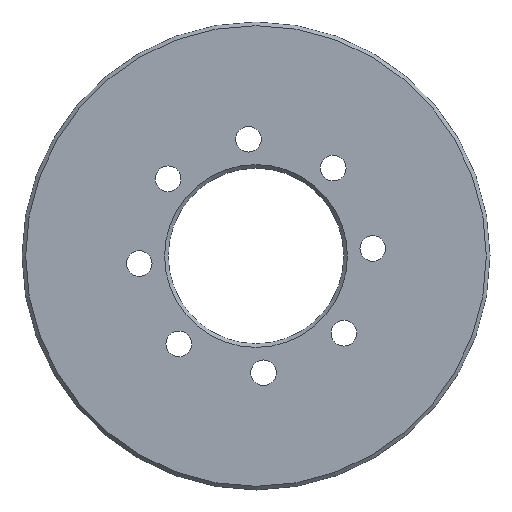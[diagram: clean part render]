
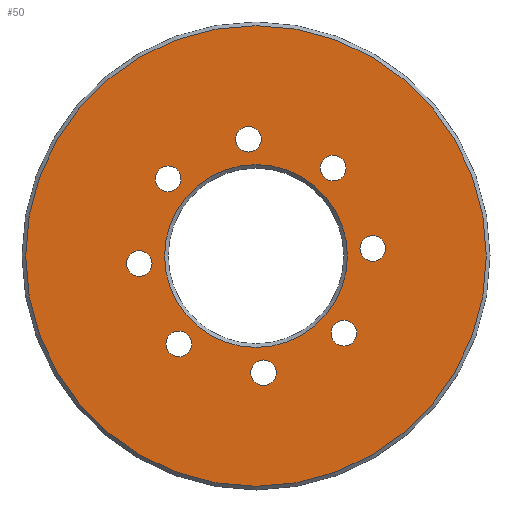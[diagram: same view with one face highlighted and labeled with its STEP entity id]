
A CAD part, front view. The second image highlights one B-rep face of the part: STEP entity #50.
In plain terms, the highlighted planar face has unit normal (0, -1, 0).
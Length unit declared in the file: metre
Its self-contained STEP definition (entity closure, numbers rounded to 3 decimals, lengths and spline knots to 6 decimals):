
#50 = ADVANCED_FACE( '', ( #109, #110, #111, #112, #113, #114, #115, #116, #117, #118 ), #119, .F. );
#109 = FACE_OUTER_BOUND( '', #196, .T. );
#110 = FACE_BOUND( '', #197, .T. );
#111 = FACE_BOUND( '', #198, .T. );
#112 = FACE_BOUND( '', #199, .T. );
#113 = FACE_BOUND( '', #200, .T. );
#114 = FACE_BOUND( '', #201, .T. );
#115 = FACE_BOUND( '', #202, .T. );
#116 = FACE_BOUND( '', #203, .T. );
#117 = FACE_BOUND( '', #204, .T. );
#118 = FACE_BOUND( '', #205, .T. );
#119 = PLANE( '', #206 );
#196 = EDGE_LOOP( '', ( #287 ) );
#197 = EDGE_LOOP( '', ( #288 ) );
#198 = EDGE_LOOP( '', ( #289 ) );
#199 = EDGE_LOOP( '', ( #290 ) );
#200 = EDGE_LOOP( '', ( #291 ) );
#201 = EDGE_LOOP( '', ( #292 ) );
#202 = EDGE_LOOP( '', ( #293 ) );
#203 = EDGE_LOOP( '', ( #294 ) );
#204 = EDGE_LOOP( '', ( #295 ) );
#205 = EDGE_LOOP( '', ( #296 ) );
#206 = AXIS2_PLACEMENT_3D( '', #297, #298, #299 );
#287 = ORIENTED_EDGE( '', *, *, #384, .T. );
#288 = ORIENTED_EDGE( '', *, *, #385, .T. );
#289 = ORIENTED_EDGE( '', *, *, #386, .T. );
#290 = ORIENTED_EDGE( '', *, *, #387, .T. );
#291 = ORIENTED_EDGE( '', *, *, #379, .T. );
#292 = ORIENTED_EDGE( '', *, *, #373, .T. );
#293 = ORIENTED_EDGE( '', *, *, #376, .T. );
#294 = ORIENTED_EDGE( '', *, *, #388, .T. );
#295 = ORIENTED_EDGE( '', *, *, #389, .T. );
#296 = ORIENTED_EDGE( '', *, *, #370, .T. );
#297 = CARTESIAN_POINT( '', ( 0., 0., 0. ) );
#298 = DIRECTION( '', ( 0., 1., 0. ) );
#299 = DIRECTION( '', ( 0., 0., 1. ) );
#370 = EDGE_CURVE( '', #411, #411, #412, .T. );
#373 = EDGE_CURVE( '', #416, #416, #417, .T. );
#376 = EDGE_CURVE( '', #421, #421, #422, .T. );
#379 = EDGE_CURVE( '', #426, #426, #427, .T. );
#384 = EDGE_CURVE( '', #434, #434, #435, .F. );
#385 = EDGE_CURVE( '', #436, #436, #437, .T. );
#386 = EDGE_CURVE( '', #438, #438, #439, .T. );
#387 = EDGE_CURVE( '', #440, #440, #441, .T. );
#388 = EDGE_CURVE( '', #442, #442, #443, .T. );
#389 = EDGE_CURVE( '', #444, #444, #445, .T. );
#411 = VERTEX_POINT( '', #475 );
#412 = CIRCLE( '', #476, 0.000875 );
#416 = VERTEX_POINT( '', #480 );
#417 = CIRCLE( '', #481, 0.000875 );
#421 = VERTEX_POINT( '', #485 );
#422 = CIRCLE( '', #486, 0.000875 );
#426 = VERTEX_POINT( '', #490 );
#427 = CIRCLE( '', #491, 0.000875 );
#434 = VERTEX_POINT( '', #498 );
#435 = CIRCLE( '', #499, 0.01575 );
#436 = VERTEX_POINT( '', #500 );
#437 = CIRCLE( '', #501, 0.00625 );
#438 = VERTEX_POINT( '', #502 );
#439 = CIRCLE( '', #503, 0.000875 );
#440 = VERTEX_POINT( '', #504 );
#441 = CIRCLE( '', #505, 0.000875 );
#442 = VERTEX_POINT( '', #506 );
#443 = CIRCLE( '', #507, 0.000875 );
#444 = VERTEX_POINT( '', #508 );
#445 = CIRCLE( '', #509, 0.000875 );
#475 = CARTESIAN_POINT( '', ( -0.007983, 0., 0.000358 ) );
#476 = AXIS2_PLACEMENT_3D( '', #539, #540, #541 );
#480 = CARTESIAN_POINT( '', ( 0.007983, 0., 0.001392 ) );
#481 = AXIS2_PLACEMENT_3D( '', #545, #546, #547 );
#485 = CARTESIAN_POINT( '', ( 0.00528, 0., 0.006885 ) );
#486 = AXIS2_PLACEMENT_3D( '', #551, #552, #553 );
#490 = CARTESIAN_POINT( '', ( 0.00601, 0., -0.004405 ) );
#491 = AXIS2_PLACEMENT_3D( '', #557, #558, #559 );
#498 = CARTESIAN_POINT( '', ( 0., 0., 0.01575 ) );
#499 = AXIS2_PLACEMENT_3D( '', #566, #567, #568 );
#500 = CARTESIAN_POINT( '', ( 0., 0., 0.00625 ) );
#501 = AXIS2_PLACEMENT_3D( '', #569, #570, #571 );
#502 = CARTESIAN_POINT( '', ( -0.00528, 0., -0.005135 ) );
#503 = AXIS2_PLACEMENT_3D( '', #572, #573, #574 );
#504 = CARTESIAN_POINT( '', ( 0.000517, 0., -0.007108 ) );
#505 = AXIS2_PLACEMENT_3D( '', #575, #576, #577 );
#506 = CARTESIAN_POINT( '', ( -0.000517, 0., 0.008858 ) );
#507 = AXIS2_PLACEMENT_3D( '', #578, #579, #580 );
#508 = CARTESIAN_POINT( '', ( -0.00601, 0., 0.006155 ) );
#509 = AXIS2_PLACEMENT_3D( '', #581, #582, #583 );
#539 = CARTESIAN_POINT( '', ( -0.007983, 0., -0.000517 ) );
#540 = DIRECTION( '', ( 0., 1., 0. ) );
#541 = DIRECTION( '', ( 0., 0., 1. ) );
#545 = CARTESIAN_POINT( '', ( 0.007983, 0., 0.000517 ) );
#546 = DIRECTION( '', ( 0., 1., 0. ) );
#547 = DIRECTION( '', ( 0., 0., 1. ) );
#551 = CARTESIAN_POINT( '', ( 0.00528, 0., 0.00601 ) );
#552 = DIRECTION( '', ( 0., 1., 0. ) );
#553 = DIRECTION( '', ( 0., 0., 1. ) );
#557 = CARTESIAN_POINT( '', ( 0.00601, 0., -0.00528 ) );
#558 = DIRECTION( '', ( 0., 1., 0. ) );
#559 = DIRECTION( '', ( 0., 0., 1. ) );
#566 = CARTESIAN_POINT( '', ( 0., 0., 0. ) );
#567 = DIRECTION( '', ( 0., 1., 0. ) );
#568 = DIRECTION( '', ( 0., 0., 1. ) );
#569 = CARTESIAN_POINT( '', ( 0., 0., 0. ) );
#570 = DIRECTION( '', ( 0., 1., 0. ) );
#571 = DIRECTION( '', ( 0., 0., 1. ) );
#572 = CARTESIAN_POINT( '', ( -0.00528, 0., -0.00601 ) );
#573 = DIRECTION( '', ( 0., 1., 0. ) );
#574 = DIRECTION( '', ( 0., 0., 1. ) );
#575 = CARTESIAN_POINT( '', ( 0.000517, 0., -0.007983 ) );
#576 = DIRECTION( '', ( 0., 1., 0. ) );
#577 = DIRECTION( '', ( 0., 0., 1. ) );
#578 = CARTESIAN_POINT( '', ( -0.000517, 0., 0.007983 ) );
#579 = DIRECTION( '', ( 0., 1., 0. ) );
#580 = DIRECTION( '', ( 0., 0., 1. ) );
#581 = CARTESIAN_POINT( '', ( -0.00601, 0., 0.00528 ) );
#582 = DIRECTION( '', ( 0., 1., 0. ) );
#583 = DIRECTION( '', ( 0., 0., 1. ) );
